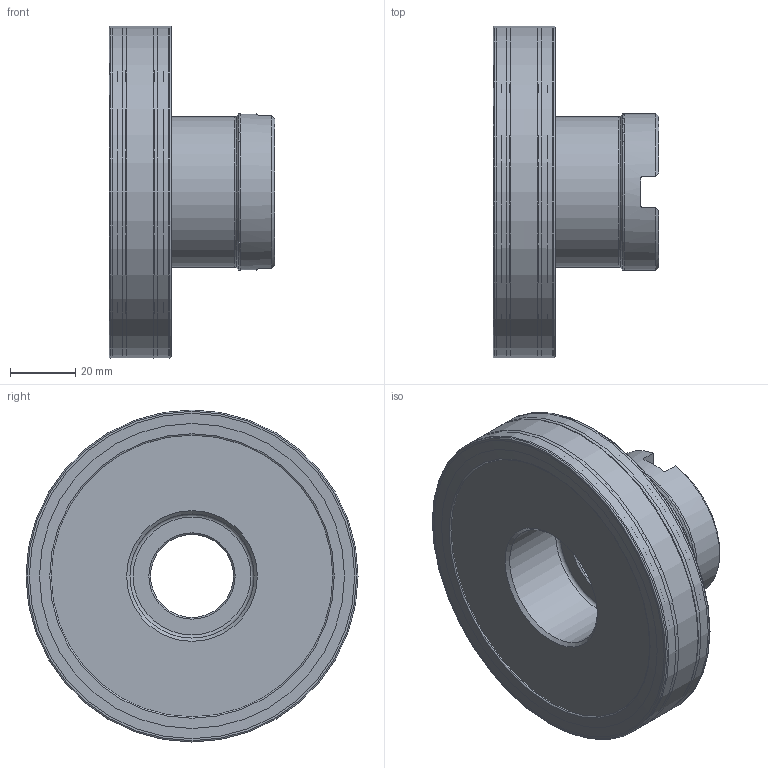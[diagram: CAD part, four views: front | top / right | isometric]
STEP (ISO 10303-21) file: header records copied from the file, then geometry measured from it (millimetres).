
FILE_DESCRIPTION(/* description */ (''),/* implementation_level */ '2;1');
FILE_NAME(/* name */ 'smp09-4.00''''x0.75''''-b1.00''''-ln14-08.stp',/* time_stamp */ '2023-07-07T15:34:18+08:00',/* author */ (''),/* organization */ (''),/* preprocessor_version */ 'ST-DEVELOPER v16.7',/* originating_system */ 'SIEMENS PLM Software NX 12.0',/* authorisation */ '');
FILE_SCHEMA (('AUTOMOTIVE_DESIGN { 1 0 10303 214 3 1 1 1 }'));
Length unit declared in the file: millimetre
Products named in the file (1): luol19F0A381ejor
Bounding box: 50.8 x 101.6 x 101.6 mm (x, y, z)
Volume: 214179.2 mm3; surface area: 54390.5 mm2
Topology: 3 solids, 3 shells, 74 faces, 166 edges, 95 vertices
Faces by surface type: revolution 28, plane 17, cone 12, cylinder 9, torus 8
Full cylindrical faces by diameter (mm): 25.4 x1, 38 x1, 46 x1, 48 x1, 100.881 x1
Entity records: 2142 total; most frequent: CARTESIAN_POINT 682, DIRECTION 276, ORIENTED_EDGE 226, EDGE_LOOP 124, EDGE_CURVE 113, AXIS2_PLACEMENT_3D 112, FACE_BOUND 100, VERTEX_POINT 89
